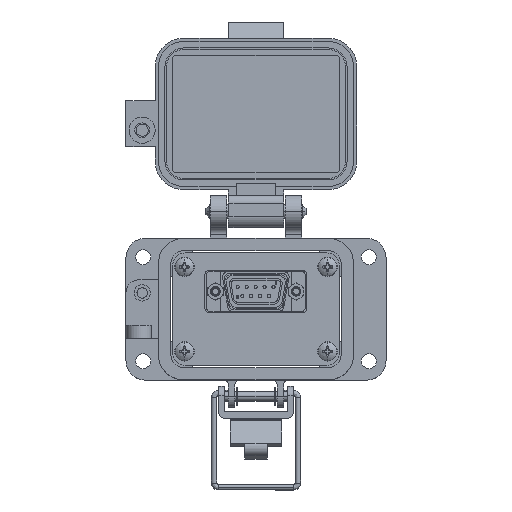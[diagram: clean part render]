
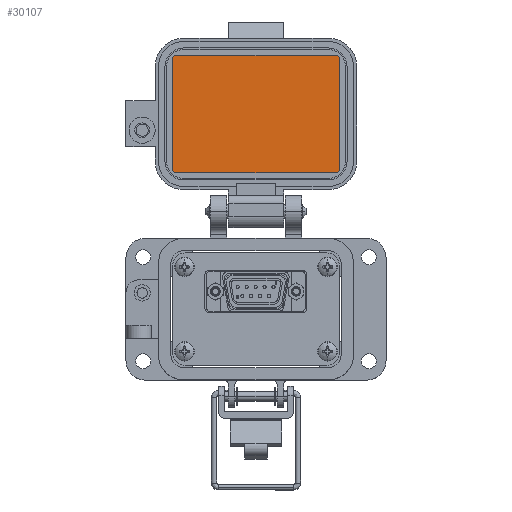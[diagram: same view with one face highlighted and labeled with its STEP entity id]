
A CAD part, top view. The second image highlights one B-rep face of the part: STEP entity #30107.
In plain terms, the highlighted planar face has unit normal (0, 0, 1).
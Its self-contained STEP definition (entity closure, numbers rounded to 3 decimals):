
#170 = EDGE_CURVE ( 'NONE', #72585, #3976, #32134, .T. ) ;
#1668 = EDGE_CURVE ( 'NONE', #56907, #14895, #69049, .T. ) ;
#2224 = AXIS2_PLACEMENT_3D ( 'NONE', #82552, #70120, #22284 ) ;
#3238 = DIRECTION ( 'NONE',  ( 0., 0., -1. ) ) ;
#3679 = VERTEX_POINT ( 'NONE', #25159 ) ;
#3976 = VERTEX_POINT ( 'NONE', #83907 ) ;
#4262 = LINE ( 'NONE', #72060, #59035 ) ;
#5245 = CARTESIAN_POINT ( 'NONE',  ( -25.885, 67.329, -23.97 ) ) ;
#7926 = AXIS2_PLACEMENT_3D ( 'NONE', #51973, #3238, #18297 ) ;
#8132 = ORIENTED_EDGE ( 'NONE', *, *, #22528, .F. ) ;
#8554 = CARTESIAN_POINT ( 'NONE',  ( 25.885, 67.329, -23.97 ) ) ;
#9277 = FACE_OUTER_BOUND ( 'NONE', #52816, .T. ) ;
#12727 = ORIENTED_EDGE ( 'NONE', *, *, #54664, .F. ) ;
#14895 = VERTEX_POINT ( 'NONE', #37699 ) ;
#15508 = DIRECTION ( 'NONE',  ( 0., 0., -1. ) ) ;
#15753 = VERTEX_POINT ( 'NONE', #27573 ) ;
#17735 = DIRECTION ( 'NONE',  ( 1., 0., 0. ) ) ;
#18297 = DIRECTION ( 'NONE',  ( -1., 0., 0. ) ) ;
#18431 = ORIENTED_EDGE ( 'NONE', *, *, #35511, .F. ) ;
#22284 = DIRECTION ( 'NONE',  ( -1., 0., 0. ) ) ;
#22528 = EDGE_CURVE ( 'NONE', #15753, #60557, #43232, .T. ) ;
#24168 = ORIENTED_EDGE ( 'NONE', *, *, #81752, .F. ) ;
#25159 = CARTESIAN_POINT ( 'NONE',  ( -24.827, 85.458, -23.97 ) ) ;
#26465 = AXIS2_PLACEMENT_3D ( 'NONE', #48313, #47438, #74501 ) ;
#27573 = CARTESIAN_POINT ( 'NONE',  ( -24.827, 49.199, -23.97 ) ) ;
#28347 = CARTESIAN_POINT ( 'NONE',  ( 24.827, 84.4, -23.97 ) ) ;
#28631 = ORIENTED_EDGE ( 'NONE', *, *, #47559, .F. ) ;
#28768 = DIRECTION ( 'NONE',  ( -1., 0., 0. ) ) ;
#29726 = CARTESIAN_POINT ( 'NONE',  ( -25.885, 50.257, -23.97 ) ) ;
#29970 = DIRECTION ( 'NONE',  ( -1., 0., 0. ) ) ;
#29987 = CARTESIAN_POINT ( 'NONE',  ( -25.885, 84.4, -23.97 ) ) ;
#30107 = ADVANCED_FACE ( 'NONE', ( #9277 ), #48732, .F. ) ;
#32134 = CIRCLE ( 'NONE', #26465, 1.057 ) ;
#35447 = DIRECTION ( 'NONE',  ( 0., 1., 0. ) ) ;
#35511 = EDGE_CURVE ( 'NONE', #14895, #72585, #42226, .T. ) ;
#37699 = CARTESIAN_POINT ( 'NONE',  ( 25.885, 84.4, -23.97 ) ) ;
#39555 = CARTESIAN_POINT ( 'NONE',  ( 24.827, 85.458, -23.97 ) ) ;
#42226 = LINE ( 'NONE', #8554, #57504 ) ;
#42375 = VECTOR ( 'NONE', #60163, 1000. ) ;
#42939 = DIRECTION ( 'NONE',  ( 0., 0., -1. ) ) ;
#43232 = CIRCLE ( 'NONE', #2224, 1.057 ) ;
#45553 = LINE ( 'NONE', #5245, #42375 ) ;
#47095 = CARTESIAN_POINT ( 'NONE',  ( 25.885, 50.257, -23.97 ) ) ;
#47438 = DIRECTION ( 'NONE',  ( 0., 0., -1. ) ) ;
#47559 = EDGE_CURVE ( 'NONE', #3976, #15753, #4262, .T. ) ;
#48313 = CARTESIAN_POINT ( 'NONE',  ( 24.827, 50.257, -23.97 ) ) ;
#48732 = PLANE ( 'NONE',  #51317 ) ;
#48994 = ORIENTED_EDGE ( 'NONE', *, *, #70875, .F. ) ;
#51317 = AXIS2_PLACEMENT_3D ( 'NONE', #62057, #15508, #35447 ) ;
#51414 = LINE ( 'NONE', #78461, #69913 ) ;
#51973 = CARTESIAN_POINT ( 'NONE',  ( -24.827, 84.4, -23.97 ) ) ;
#52816 = EDGE_LOOP ( 'NONE', ( #12727, #48994, #8132, #28631, #58225, #18431, #67088, #24168 ) ) ;
#54664 = EDGE_CURVE ( 'NONE', #69333, #3679, #77268, .T. ) ;
#55118 = DIRECTION ( 'NONE',  ( 0., -1., 0. ) ) ;
#56907 = VERTEX_POINT ( 'NONE', #39555 ) ;
#57504 = VECTOR ( 'NONE', #55118, 1000. ) ;
#58225 = ORIENTED_EDGE ( 'NONE', *, *, #170, .F. ) ;
#59035 = VECTOR ( 'NONE', #29970, 1000. ) ;
#60163 = DIRECTION ( 'NONE',  ( 0., 1., 0. ) ) ;
#60557 = VERTEX_POINT ( 'NONE', #29726 ) ;
#62057 = CARTESIAN_POINT ( 'NONE',  ( 0., 67.329, -23.97 ) ) ;
#67088 = ORIENTED_EDGE ( 'NONE', *, *, #1668, .F. ) ;
#69049 = CIRCLE ( 'NONE', #84671, 1.057 ) ;
#69333 = VERTEX_POINT ( 'NONE', #29987 ) ;
#69913 = VECTOR ( 'NONE', #17735, 1000. ) ;
#70120 = DIRECTION ( 'NONE',  ( 0., 0., -1. ) ) ;
#70875 = EDGE_CURVE ( 'NONE', #60557, #69333, #45553, .T. ) ;
#72060 = CARTESIAN_POINT ( 'NONE',  ( 0., 49.199, -23.97 ) ) ;
#72585 = VERTEX_POINT ( 'NONE', #47095 ) ;
#74501 = DIRECTION ( 'NONE',  ( -1., 0., 0. ) ) ;
#77268 = CIRCLE ( 'NONE', #7926, 1.057 ) ;
#78461 = CARTESIAN_POINT ( 'NONE',  ( 0., 85.458, -23.97 ) ) ;
#81752 = EDGE_CURVE ( 'NONE', #3679, #56907, #51414, .T. ) ;
#82552 = CARTESIAN_POINT ( 'NONE',  ( -24.827, 50.257, -23.97 ) ) ;
#83907 = CARTESIAN_POINT ( 'NONE',  ( 24.828, 49.199, -23.97 ) ) ;
#84671 = AXIS2_PLACEMENT_3D ( 'NONE', #28347, #42939, #28768 ) ;
